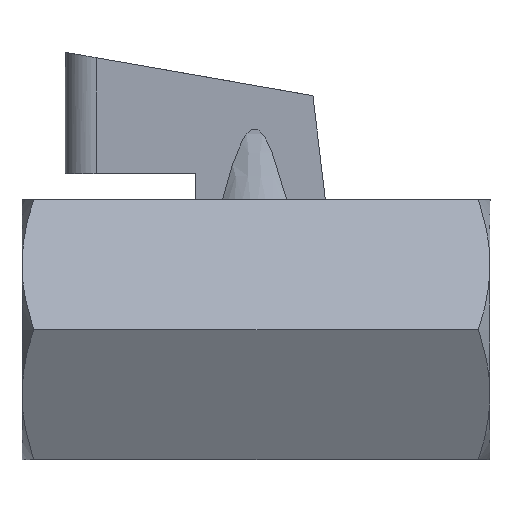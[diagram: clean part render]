
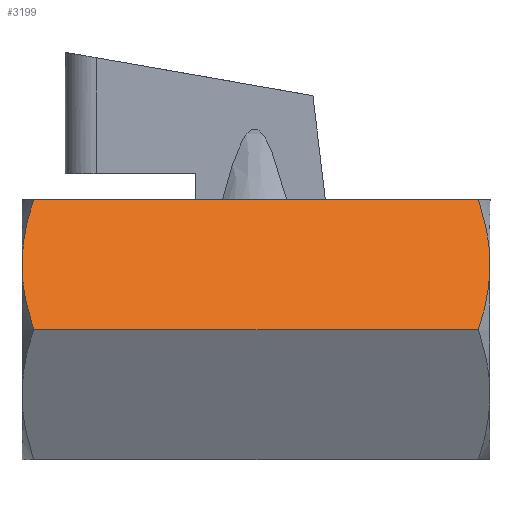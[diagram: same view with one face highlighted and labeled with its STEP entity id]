
A CAD part, front view. The second image highlights one B-rep face of the part: STEP entity #3199.
In plain terms, the highlighted face is planar.
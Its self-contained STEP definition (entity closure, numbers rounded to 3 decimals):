
#39=HYPERBOLA('',#3067,8.66,15.);
#40=HYPERBOLA('',#3069,8.66,15.);
#41=HYPERBOLA('',#3070,8.66,15.);
#42=HYPERBOLA('',#3071,8.66,15.);
#1527=VECTOR('',#2576,1.);
#1528=VECTOR('',#2589,1.);
#1599=LINE('',#2911,#1527);
#1600=LINE('',#2921,#1528);
#1811=ORIENTED_EDGE('',*,*,#2111,.F.);
#1812=ORIENTED_EDGE('',*,*,#2112,.F.);
#1813=ORIENTED_EDGE('',*,*,#2113,.T.);
#1814=ORIENTED_EDGE('',*,*,#2114,.F.);
#1815=ORIENTED_EDGE('',*,*,#2115,.F.);
#1816=ORIENTED_EDGE('',*,*,#2108,.F.);
#1980=VERTEX_POINT('',#2886);
#1987=VERTEX_POINT('',#2908);
#1988=VERTEX_POINT('',#2910);
#1990=VERTEX_POINT('',#2918);
#1991=VERTEX_POINT('',#2920);
#1992=VERTEX_POINT('',#2922);
#2108=EDGE_CURVE('',#1987,#1988,#1599,.T.);
#2111=EDGE_CURVE('',#1980,#1987,#39,.T.);
#2112=EDGE_CURVE('',#1990,#1980,#40,.T.);
#2113=EDGE_CURVE('',#1990,#1991,#1600,.T.);
#2114=EDGE_CURVE('',#1992,#1991,#41,.T.);
#2115=EDGE_CURVE('',#1988,#1992,#42,.T.);
#2209=EDGE_LOOP('',(#1811,#1812,#1813,#1814,#1815,#1816));
#2301=FACE_BOUND('',#2209,.T.);
#2576=DIRECTION('',(0.,0.,51.321));
#2583=DIRECTION('',(0.866,-0.5,0.));
#2584=DIRECTION('',(0.,0.,1.));
#2585=DIRECTION('',(0.866,-0.5,0.));
#2586=DIRECTION('',(-0.5,-0.866,0.));
#2587=DIRECTION('',(0.866,-0.5,0.));
#2588=DIRECTION('',(0.,0.,1.));
#2589=DIRECTION('',(0.,0.,51.321));
#2590=DIRECTION('',(0.866,-0.5,0.));
#2591=DIRECTION('',(0.,0.,-1.));
#2592=DIRECTION('',(0.866,-0.5,0.));
#2593=DIRECTION('',(0.,0.,-1.));
#2886=CARTESIAN_POINT('',(12.99,-7.5,0.));
#2908=CARTESIAN_POINT('',(8.66,-15.,1.34));
#2910=CARTESIAN_POINT('',(8.66,-15.,52.66));
#2911=CARTESIAN_POINT('',(8.66,-15.,1.34));
#2916=CARTESIAN_POINT('',(12.99,-7.5,-8.66));
#2917=CARTESIAN_POINT('',(12.99,-7.5,0.));
#2918=CARTESIAN_POINT('',(17.321,0.,1.34));
#2919=CARTESIAN_POINT('',(12.99,-7.5,-8.66));
#2920=CARTESIAN_POINT('',(17.321,0.,52.66));
#2921=CARTESIAN_POINT('',(17.321,0.,1.34));
#2922=CARTESIAN_POINT('',(12.99,-7.5,54.));
#2923=CARTESIAN_POINT('',(12.99,-7.5,62.66));
#2924=CARTESIAN_POINT('',(12.99,-7.5,62.66));
#3067=AXIS2_PLACEMENT_3D('',#2916,#2583,#2584);
#3068=AXIS2_PLACEMENT_3D('',#2917,#2585,#2586);
#3069=AXIS2_PLACEMENT_3D('',#2919,#2587,#2588);
#3070=AXIS2_PLACEMENT_3D('',#2923,#2590,#2591);
#3071=AXIS2_PLACEMENT_3D('',#2924,#2592,#2593);
#3142=PLANE('',#3068);
#3199=ADVANCED_FACE('',(#2301),#3142,.T.);
